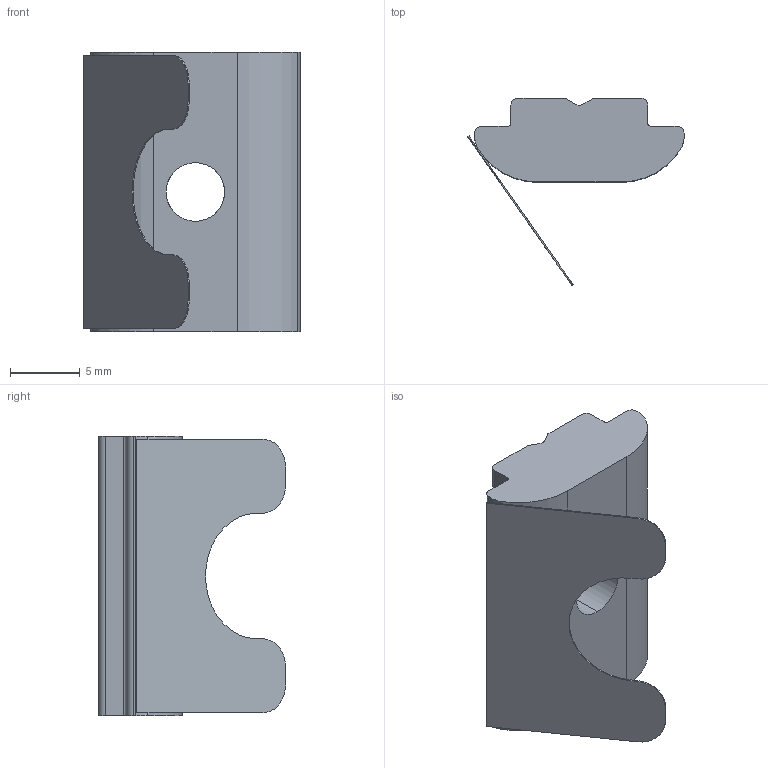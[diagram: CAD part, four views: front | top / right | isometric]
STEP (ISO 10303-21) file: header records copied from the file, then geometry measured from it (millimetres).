
FILE_DESCRIPTION (( 'STEP AP214' ), '1' );
FILE_NAME ('096085f.STEP', '2014-08-18T10:36:11', ( '' ), ( '' ), 'SwSTEP 2.0', 'SolidWorks 2014', '' );
FILE_SCHEMA (( 'AUTOMOTIVE_DESIGN' ));
Length unit declared in the file: millimetre
Products named in the file (1): 096085f
Bounding box: 15.48 x 13.41 x 20 mm (x, y, z)
Volume: 1371 mm3; surface area: 1322.7 mm2
Topology: 1 solids, 1 shells, 43 faces, 123 edges, 82 vertices
Faces by surface type: plane 23, cylinder 20
Entity records: 1481 total; most frequent: CARTESIAN_POINT 273, ORIENTED_EDGE 246, DIRECTION 243, EDGE_CURVE 123, AXIS2_PLACEMENT_3D 84, VERTEX_POINT 82, VECTOR 75, LINE 75
